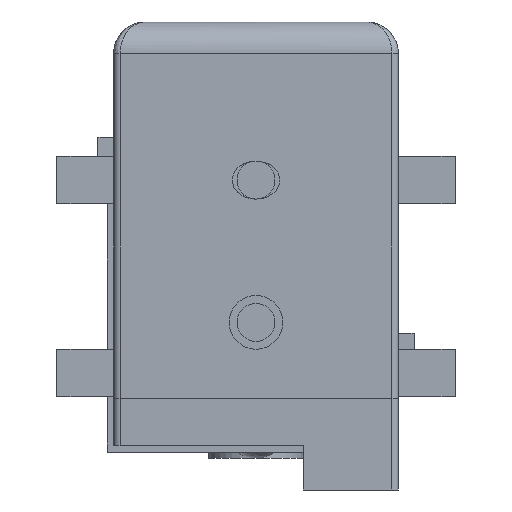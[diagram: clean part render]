
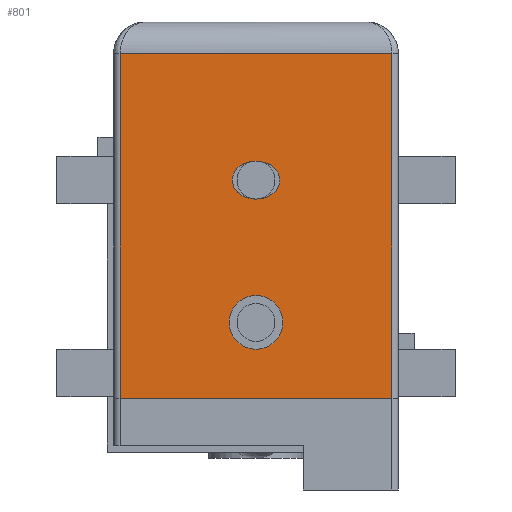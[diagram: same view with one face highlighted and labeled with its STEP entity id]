
A CAD part, front view. The second image highlights one B-rep face of the part: STEP entity #801.
In plain terms, the highlighted planar face has unit normal (0, -1, 0).
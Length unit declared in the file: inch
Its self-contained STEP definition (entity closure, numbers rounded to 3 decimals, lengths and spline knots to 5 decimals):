
#47 = CARTESIAN_POINT ( 'NONE',  ( 0., 0., -0.40748 ) ) ;
#96 = CARTESIAN_POINT ( 'NONE',  ( -0.02953, 0., -0.19685 ) ) ;
#286 = CARTESIAN_POINT ( 'NONE',  ( 0.02953, 0., -0.14961 ) ) ;
#421 = VECTOR ( 'NONE', #4004, 39.37008 ) ;
#603 = DIRECTION ( 'NONE',  ( 0., 0., -1. ) ) ;
#635 = CARTESIAN_POINT ( 'NONE',  ( -0.16929, 0., -0.4685 ) ) ;
#657 = CARTESIAN_POINT ( 'NONE',  ( 0., 0., -0.34055 ) ) ;
#672 = DIRECTION ( 'NONE',  ( 0., -1., 0. ) ) ;
#676 = PLANE ( 'NONE',  #2558 ) ;
#677 = DIRECTION ( 'NONE',  ( 0., 0., 1. ) ) ;
#751 = VERTEX_POINT ( 'NONE', #47 ) ;
#769 = VERTEX_POINT ( 'NONE', #5948 ) ;
#785 = ORIENTED_EDGE ( 'NONE', *, *, #2942, .T. ) ;
#801 = ADVANCED_FACE ( 'NONE', ( #1646, #5892, #2610 ), #676, .T. ) ;
#928 =( BOUNDED_CURVE ( )  B_SPLINE_CURVE ( 3, ( #96, #5659, #4342, #1406 ),
 .UNSPECIFIED., .F., .T. ) 
 B_SPLINE_CURVE_WITH_KNOTS ( ( 4, 4 ),
 ( 3.14159, 6.28319 ),
 .UNSPECIFIED. ) 
 CURVE ( )  GEOMETRIC_REPRESENTATION_ITEM ( )  RATIONAL_B_SPLINE_CURVE ( ( 1., 0.333, 0.333, 1. ) ) 
 REPRESENTATION_ITEM ( '' )  );
#1009 = DIRECTION ( 'NONE',  ( 0., -1., 0. ) ) ;
#1146 = DIRECTION ( 'NONE',  ( 1., 0., 0. ) ) ;
#1371 = VECTOR ( 'NONE', #3226, 39.37008 ) ;
#1406 = CARTESIAN_POINT ( 'NONE',  ( 0.02953, 0., -0.19685 ) ) ;
#1413 = AXIS2_PLACEMENT_3D ( 'NONE', #2376, #1009, #4367 ) ;
#1506 = CARTESIAN_POINT ( 'NONE',  ( -0.17717, 0., -0.03937 ) ) ;
#1514 = AXIS2_PLACEMENT_3D ( 'NONE', #2551, #672, #603 ) ;
#1646 = FACE_BOUND ( 'NONE', #2613, .T. ) ;
#1926 = EDGE_CURVE ( 'NONE', #769, #2287, #5961, .T. ) ;
#2120 = EDGE_LOOP ( 'NONE', ( #5463, #785, #3186, #2758 ) ) ;
#2187 = DIRECTION ( 'NONE',  ( 0., -1., 0. ) ) ;
#2201 = CARTESIAN_POINT ( 'NONE',  ( -0.02953, 0., -0.19685 ) ) ;
#2228 = CIRCLE ( 'NONE', #1413, 0.03346 ) ;
#2229 = CARTESIAN_POINT ( 'NONE',  ( -0.16929, 0., -0.4685 ) ) ;
#2287 = VERTEX_POINT ( 'NONE', #635 ) ;
#2376 = CARTESIAN_POINT ( 'NONE',  ( 0., 0., -0.37402 ) ) ;
#2551 = CARTESIAN_POINT ( 'NONE',  ( 0., 0., -0.37402 ) ) ;
#2558 = AXIS2_PLACEMENT_3D ( 'NONE', #5397, #2187, #4047 ) ;
#2610 = FACE_BOUND ( 'NONE', #3959, .T. ) ;
#2613 = EDGE_LOOP ( 'NONE', ( #2748, #4779 ) ) ;
#2659 = CARTESIAN_POINT ( 'NONE',  ( -0.02953, 0., -0.14961 ) ) ;
#2748 = ORIENTED_EDGE ( 'NONE', *, *, #3231, .F. ) ;
#2758 = ORIENTED_EDGE ( 'NONE', *, *, #1926, .T. ) ;
#2942 = EDGE_CURVE ( 'NONE', #5853, #5517, #5274, .T. ) ;
#3079 = EDGE_CURVE ( 'NONE', #4181, #5300, #928, .T. ) ;
#3186 = ORIENTED_EDGE ( 'NONE', *, *, #3982, .T. ) ;
#3207 = VERTEX_POINT ( 'NONE', #657 ) ;
#3226 = DIRECTION ( 'NONE',  ( 0., 0., -1. ) ) ;
#3231 = EDGE_CURVE ( 'NONE', #5300, #4181, #3280, .T. ) ;
#3280 =( BOUNDED_CURVE ( )  B_SPLINE_CURVE ( 3, ( #5963, #286, #2659, #2201 ),
 .UNSPECIFIED., .F., .T. ) 
 B_SPLINE_CURVE_WITH_KNOTS ( ( 4, 4 ),
 ( 0., 3.14159 ),
 .UNSPECIFIED. ) 
 CURVE ( )  GEOMETRIC_REPRESENTATION_ITEM ( )  RATIONAL_B_SPLINE_CURVE ( ( 1., 0.333, 0.333, 1. ) ) 
 REPRESENTATION_ITEM ( '' )  );
#3505 = EDGE_CURVE ( 'NONE', #3207, #751, #2228, .T. ) ;
#3891 = CARTESIAN_POINT ( 'NONE',  ( 0.16929, 0., -0.03937 ) ) ;
#3950 = CARTESIAN_POINT ( 'NONE',  ( 0.16929, 0., -0.4685 ) ) ;
#3959 = EDGE_LOOP ( 'NONE', ( #5501, #5928 ) ) ;
#3982 = EDGE_CURVE ( 'NONE', #5517, #769, #4284, .T. ) ;
#4004 = DIRECTION ( 'NONE',  ( -1., 0., 0. ) ) ;
#4047 = DIRECTION ( 'NONE',  ( 0., 0., -1. ) ) ;
#4181 = VERTEX_POINT ( 'NONE', #6096 ) ;
#4257 = CARTESIAN_POINT ( 'NONE',  ( 0.02953, 0., -0.19685 ) ) ;
#4284 = LINE ( 'NONE', #1506, #421 ) ;
#4333 = EDGE_CURVE ( 'NONE', #751, #3207, #5007, .T. ) ;
#4342 = CARTESIAN_POINT ( 'NONE',  ( 0.02953, 0., -0.24409 ) ) ;
#4367 = DIRECTION ( 'NONE',  ( 0., 0., -1. ) ) ;
#4499 = EDGE_CURVE ( 'NONE', #2287, #5853, #5412, .T. ) ;
#4584 = CARTESIAN_POINT ( 'NONE',  ( -0.17717, 0., -0.4685 ) ) ;
#4587 = CARTESIAN_POINT ( 'NONE',  ( 0.16929, 0., -0.4685 ) ) ;
#4779 = ORIENTED_EDGE ( 'NONE', *, *, #3079, .F. ) ;
#4983 = VECTOR ( 'NONE', #677, 39.37008 ) ;
#5007 = CIRCLE ( 'NONE', #1514, 0.03346 ) ;
#5274 = LINE ( 'NONE', #3950, #4983 ) ;
#5300 = VERTEX_POINT ( 'NONE', #4257 ) ;
#5397 = CARTESIAN_POINT ( 'NONE',  ( -0.17717, 0., -0.4685 ) ) ;
#5412 = LINE ( 'NONE', #4584, #6087 ) ;
#5463 = ORIENTED_EDGE ( 'NONE', *, *, #4499, .T. ) ;
#5501 = ORIENTED_EDGE ( 'NONE', *, *, #3505, .F. ) ;
#5517 = VERTEX_POINT ( 'NONE', #3891 ) ;
#5659 = CARTESIAN_POINT ( 'NONE',  ( -0.02953, 0., -0.24409 ) ) ;
#5853 = VERTEX_POINT ( 'NONE', #4587 ) ;
#5892 = FACE_OUTER_BOUND ( 'NONE', #2120, .T. ) ;
#5928 = ORIENTED_EDGE ( 'NONE', *, *, #4333, .F. ) ;
#5948 = CARTESIAN_POINT ( 'NONE',  ( -0.16929, 0., -0.03937 ) ) ;
#5961 = LINE ( 'NONE', #2229, #1371 ) ;
#5963 = CARTESIAN_POINT ( 'NONE',  ( 0.02953, 0., -0.19685 ) ) ;
#6087 = VECTOR ( 'NONE', #1146, 39.37008 ) ;
#6096 = CARTESIAN_POINT ( 'NONE',  ( -0.02953, 0., -0.19685 ) ) ;
